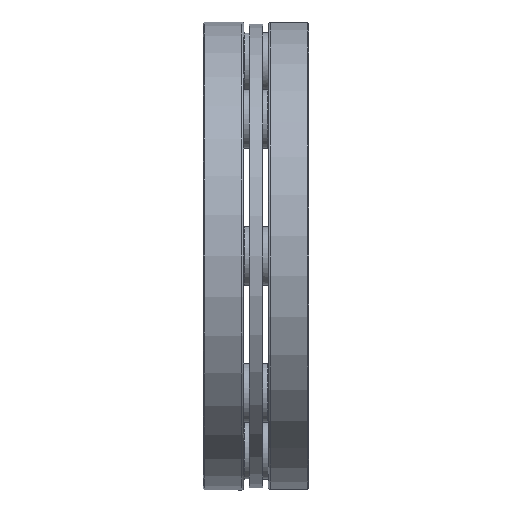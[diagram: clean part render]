
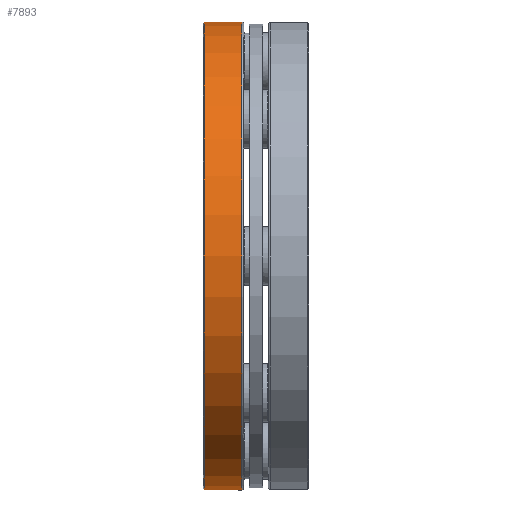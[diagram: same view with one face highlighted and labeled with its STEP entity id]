
A CAD part, left-side view. The second image highlights one B-rep face of the part: STEP entity #7893.
In plain terms, the highlighted cylindrical face has radius 111 mm (diameter 222 mm), a full revolution.
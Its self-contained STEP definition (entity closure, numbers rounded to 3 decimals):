
#386=CYLINDRICAL_SURFACE('',#8427,111.);
#1029=ORIENTED_EDGE('',*,*,#2093,.T.);
#1030=ORIENTED_EDGE('',*,*,#2077,.T.);
#2077=EDGE_CURVE('',#2648,#2648,#3115,.T.);
#2093=EDGE_CURVE('',#2664,#2664,#3131,.T.);
#2648=VERTEX_POINT('',#11392);
#2664=VERTEX_POINT('',#11431);
#3115=CIRCLE('',#8405,111.);
#3131=CIRCLE('',#8428,111.);
#3628=EDGE_LOOP('',(#1029));
#3629=EDGE_LOOP('',(#1030));
#4360=FACE_BOUND('',#3628,.T.);
#4361=FACE_BOUND('',#3629,.T.);
#7893=ADVANCED_FACE('',(#4360,#4361),#386,.T.);
#8405=AXIS2_PLACEMENT_3D('',#11391,#9505,#9506);
#8427=AXIS2_PLACEMENT_3D('',#11429,#9549,#9550);
#8428=AXIS2_PLACEMENT_3D('',#11430,#9551,#9552);
#9505=DIRECTION('',(0.,1.,0.));
#9506=DIRECTION('',(0.,0.,-1.));
#9549=DIRECTION('',(0.,1.,0.));
#9550=DIRECTION('',(0.,0.,-1.));
#9551=DIRECTION('',(0.,-1.,0.));
#9552=DIRECTION('',(0.,0.,1.));
#11391=CARTESIAN_POINT('',(0.,9.65,0.));
#11392=CARTESIAN_POINT('',(0.,9.65,-111.));
#11429=CARTESIAN_POINT('',(0.,8.85,0.));
#11430=CARTESIAN_POINT('',(0.,27.45,0.));
#11431=CARTESIAN_POINT('',(0.,27.45,111.));
